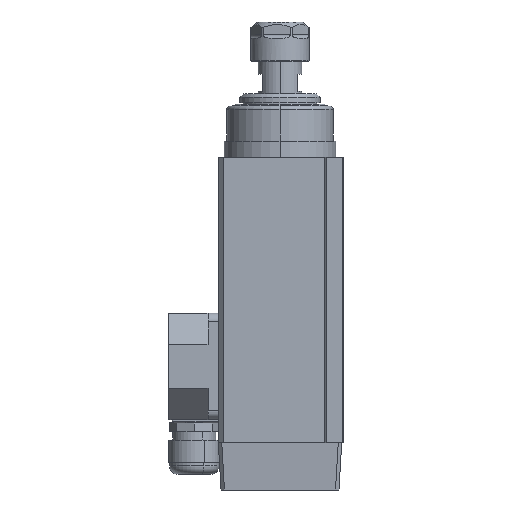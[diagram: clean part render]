
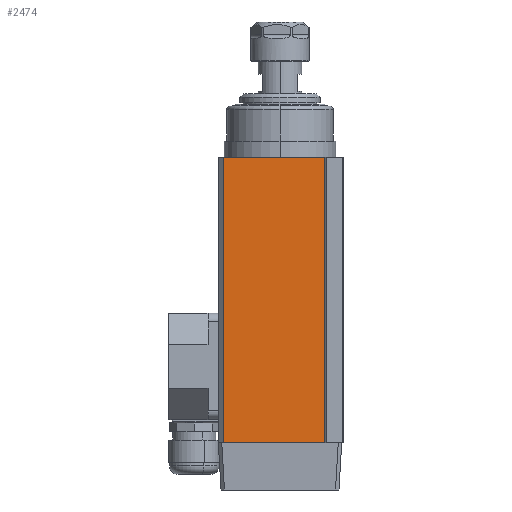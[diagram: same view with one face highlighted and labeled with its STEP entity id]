
A CAD part, left-side view. The second image highlights one B-rep face of the part: STEP entity #2474.
In plain terms, the highlighted planar face has unit normal (-1, 0, 0).
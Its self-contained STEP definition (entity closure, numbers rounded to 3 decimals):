
#491 = LINE ( 'NONE', #2258, #5065 ) ;
#997 = VECTOR ( 'NONE', #7552, 1000. ) ;
#998 = ORIENTED_EDGE ( 'NONE', *, *, #2843, .F. ) ;
#1119 = LINE ( 'NONE', #5899, #997 ) ;
#1191 = VERTEX_POINT ( 'NONE', #10429 ) ;
#1263 = EDGE_CURVE ( 'NONE', #8270, #4359, #5166, .T. ) ;
#1551 = FACE_OUTER_BOUND ( 'NONE', #6855, .T. ) ;
#1693 = AXIS2_PLACEMENT_3D ( 'NONE', #7556, #9323, #7492 ) ;
#2258 = CARTESIAN_POINT ( 'NONE',  ( -40., -26., 166.5 ) ) ;
#2474 = ADVANCED_FACE ( 'NONE', ( #1551 ), #4053, .F. ) ;
#2843 = EDGE_CURVE ( 'NONE', #1191, #6140, #9462, .T. ) ;
#3097 = EDGE_CURVE ( 'NONE', #1191, #8270, #1119, .T. ) ;
#3359 = ORIENTED_EDGE ( 'NONE', *, *, #1263, .T. ) ;
#3447 = VECTOR ( 'NONE', #8568, 1000. ) ;
#4053 = PLANE ( 'NONE',  #1693 ) ;
#4334 = CARTESIAN_POINT ( 'NONE',  ( -40., -26., 166.5 ) ) ;
#4359 = VERTEX_POINT ( 'NONE', #4898 ) ;
#4898 = CARTESIAN_POINT ( 'NONE',  ( -40., -26., 0. ) ) ;
#5065 = VECTOR ( 'NONE', #8259, 1000. ) ;
#5166 = LINE ( 'NONE', #5236, #3447 ) ;
#5236 = CARTESIAN_POINT ( 'NONE',  ( -40., -26., 0. ) ) ;
#5899 = CARTESIAN_POINT ( 'NONE',  ( -40., 33., 166.5 ) ) ;
#6140 = VERTEX_POINT ( 'NONE', #4334 ) ;
#6405 = CARTESIAN_POINT ( 'NONE',  ( -40., 33., 0. ) ) ;
#6855 = EDGE_LOOP ( 'NONE', ( #3359, #9988, #998, #8608 ) ) ;
#7492 = DIRECTION ( 'NONE',  ( 0., 1., 0. ) ) ;
#7552 = DIRECTION ( 'NONE',  ( 0., 0., -1. ) ) ;
#7556 = CARTESIAN_POINT ( 'NONE',  ( -40., -26., 166.5 ) ) ;
#8259 = DIRECTION ( 'NONE',  ( 0., 0., -1. ) ) ;
#8270 = VERTEX_POINT ( 'NONE', #6405 ) ;
#8365 = VECTOR ( 'NONE', #9521, 1000. ) ;
#8370 = EDGE_CURVE ( 'NONE', #6140, #4359, #491, .T. ) ;
#8568 = DIRECTION ( 'NONE',  ( 0., -1., 0. ) ) ;
#8608 = ORIENTED_EDGE ( 'NONE', *, *, #3097, .T. ) ;
#9323 = DIRECTION ( 'NONE',  ( 1., 0., 0. ) ) ;
#9405 = CARTESIAN_POINT ( 'NONE',  ( -40., -26., 166.5 ) ) ;
#9462 = LINE ( 'NONE', #9405, #8365 ) ;
#9521 = DIRECTION ( 'NONE',  ( 0., -1., 0. ) ) ;
#9988 = ORIENTED_EDGE ( 'NONE', *, *, #8370, .F. ) ;
#10429 = CARTESIAN_POINT ( 'NONE',  ( -40., 33., 166.5 ) ) ;
